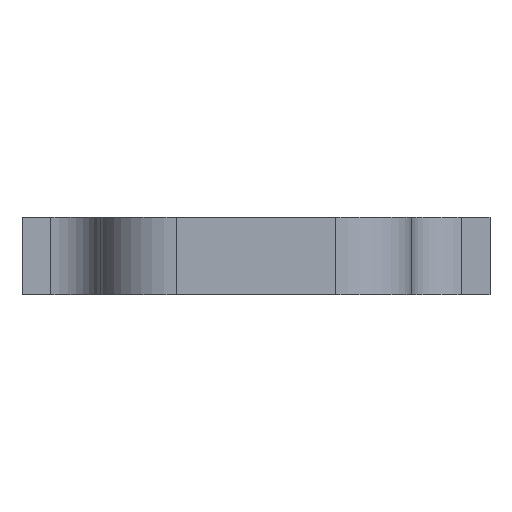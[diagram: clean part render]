
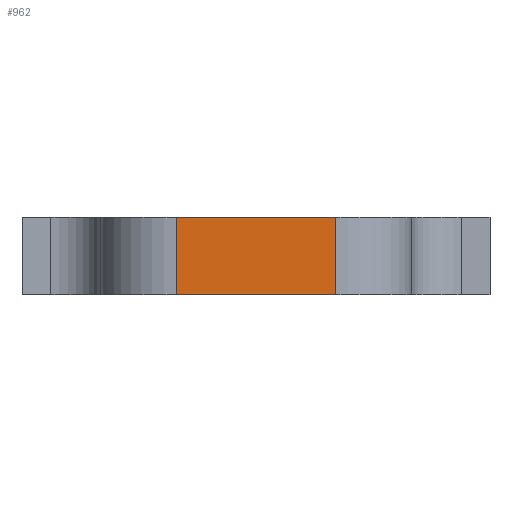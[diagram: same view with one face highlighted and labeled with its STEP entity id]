
A CAD part, front view. The second image highlights one B-rep face of the part: STEP entity #962.
In plain terms, the highlighted planar face has unit normal (0, -1, 0).
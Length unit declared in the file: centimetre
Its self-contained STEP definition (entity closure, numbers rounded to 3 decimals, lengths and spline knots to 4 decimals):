
#45=LINE('',#1431,#125);
#76=LINE('',#1509,#156);
#90=LINE('',#1595,#170);
#91=LINE('',#1597,#171);
#125=VECTOR('',#1143,1.);
#156=VECTOR('',#1208,1.);
#170=VECTOR('',#1308,1.);
#171=VECTOR('',#1311,1.);
#202=PLANE('',#1062);
#288=FACE_OUTER_BOUND('',#380,.T.);
#380=EDGE_LOOP('',(#840,#841,#842,#843));
#471=VERTEX_POINT('',#1428);
#472=VERTEX_POINT('',#1430);
#501=VERTEX_POINT('',#1506);
#502=VERTEX_POINT('',#1508);
#565=EDGE_CURVE('',#471,#472,#45,.T.);
#604=EDGE_CURVE('',#501,#502,#76,.T.);
#640=EDGE_CURVE('',#501,#472,#90,.T.);
#641=EDGE_CURVE('',#502,#471,#91,.T.);
#840=ORIENTED_EDGE('',*,*,#604,.F.);
#841=ORIENTED_EDGE('',*,*,#640,.T.);
#842=ORIENTED_EDGE('',*,*,#565,.F.);
#843=ORIENTED_EDGE('',*,*,#641,.F.);
#962=ADVANCED_FACE('',(#288),#202,.T.);
#1062=AXIS2_PLACEMENT_3D('',#1596,#1309,#1310);
#1143=DIRECTION('',(-1.,0.,0.));
#1208=DIRECTION('',(1.,0.,0.));
#1308=DIRECTION('',(0.,0.,-1.));
#1309=DIRECTION('center_axis',(0.,-1.,0.));
#1310=DIRECTION('ref_axis',(0.,0.,-1.));
#1311=DIRECTION('',(0.,0.,-1.));
#1428=CARTESIAN_POINT('',(0.5073,-5.035,7.51));
#1430=CARTESIAN_POINT('',(-0.5071,-5.035,7.51));
#1431=CARTESIAN_POINT('',(0.5073,-5.035,7.51));
#1506=CARTESIAN_POINT('',(-0.5071,-5.035,8.));
#1508=CARTESIAN_POINT('',(0.5073,-5.035,8.));
#1509=CARTESIAN_POINT('',(-0.5071,-5.035,8.));
#1595=CARTESIAN_POINT('',(-0.5071,-5.035,8.));
#1596=CARTESIAN_POINT('Origin',(-0.5081,-5.035,7.755));
#1597=CARTESIAN_POINT('',(0.5073,-5.035,8.));
